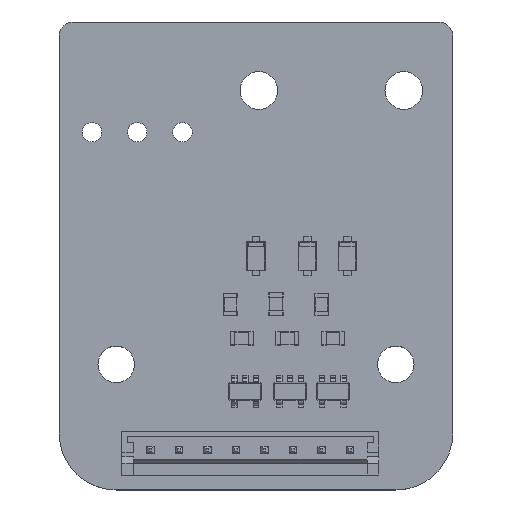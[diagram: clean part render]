
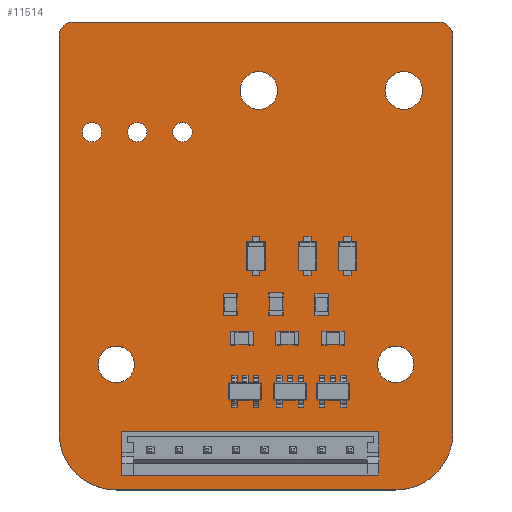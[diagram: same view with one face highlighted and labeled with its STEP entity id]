
A CAD part, top view. The second image highlights one B-rep face of the part: STEP entity #11514.
In plain terms, the highlighted planar face has unit normal (0, 0, 1).
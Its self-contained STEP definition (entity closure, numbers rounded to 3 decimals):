
#11176 = VERTEX_POINT('',#11177);
#11177 = CARTESIAN_POINT('',(61.75,-44.,1.6));
#11183 = EDGE_CURVE('',#11176,#11184,#11186,.T.);
#11184 = VERTEX_POINT('',#11185);
#11185 = CARTESIAN_POINT('',(63.,-45.25,1.6));
#11186 = CIRCLE('',#11187,1.25);
#11187 = AXIS2_PLACEMENT_3D('',#11188,#11189,#11190);
#11188 = CARTESIAN_POINT('',(61.75,-45.25,1.6));
#11189 = DIRECTION('',(0.,0.,-1.));
#11190 = DIRECTION('',(0.,1.,0.));
#11218 = VERTEX_POINT('',#11219);
#11219 = CARTESIAN_POINT('',(29.75,-44.,1.6));
#11225 = EDGE_CURVE('',#11218,#11176,#11226,.T.);
#11226 = LINE('',#11227,#11228);
#11227 = CARTESIAN_POINT('',(29.75,-44.,1.6));
#11228 = VECTOR('',#11229,1.);
#11229 = DIRECTION('',(1.,0.,0.));
#11247 = EDGE_CURVE('',#11184,#11248,#11250,.T.);
#11248 = VERTEX_POINT('',#11249);
#11249 = CARTESIAN_POINT('',(63.,-80.,1.6));
#11250 = LINE('',#11251,#11252);
#11251 = CARTESIAN_POINT('',(63.,-45.25,1.6));
#11252 = VECTOR('',#11253,1.);
#11253 = DIRECTION('',(0.,-1.,0.));
#11514 = ADVANCED_FACE('',(#11515,#11585,#11596,#11607,#11618,#11629,
    #11640,#11651,#11662,#11673,#11684,#11695,#11706,#11717,#11728,
    #11739),#11750,.T.);
#11515 = FACE_BOUND('',#11516,.T.);
#11516 = EDGE_LOOP('',(#11517,#11518,#11519,#11527,#11536,#11544,#11552,
    #11561,#11569,#11577,#11584));
#11517 = ORIENTED_EDGE('',*,*,#11183,.F.);
#11518 = ORIENTED_EDGE('',*,*,#11225,.F.);
#11519 = ORIENTED_EDGE('',*,*,#11520,.F.);
#11520 = EDGE_CURVE('',#11521,#11218,#11523,.T.);
#11521 = VERTEX_POINT('',#11522);
#11522 = CARTESIAN_POINT('',(29.641,-44.002,1.6));
#11523 = LINE('',#11524,#11525);
#11524 = CARTESIAN_POINT('',(29.641,-44.002,1.6));
#11525 = VECTOR('',#11526,1.);
#11526 = DIRECTION('',(1.,0.022,0.));
#11527 = ORIENTED_EDGE('',*,*,#11528,.F.);
#11528 = EDGE_CURVE('',#11529,#11521,#11531,.T.);
#11529 = VERTEX_POINT('',#11530);
#11530 = CARTESIAN_POINT('',(28.5,-45.25,1.6));
#11531 = CIRCLE('',#11532,1.248);
#11532 = AXIS2_PLACEMENT_3D('',#11533,#11534,#11535);
#11533 = CARTESIAN_POINT('',(29.748,-45.246,1.6));
#11534 = DIRECTION('',(0.,0.,-1.));
#11535 = DIRECTION('',(-1.,-0.003,-0.));
#11536 = ORIENTED_EDGE('',*,*,#11537,.F.);
#11537 = EDGE_CURVE('',#11538,#11529,#11540,.T.);
#11538 = VERTEX_POINT('',#11539);
#11539 = CARTESIAN_POINT('',(28.5,-80.,1.6));
#11540 = LINE('',#11541,#11542);
#11541 = CARTESIAN_POINT('',(28.5,-80.,1.6));
#11542 = VECTOR('',#11543,1.);
#11543 = DIRECTION('',(0.,1.,0.));
#11544 = ORIENTED_EDGE('',*,*,#11545,.F.);
#11545 = EDGE_CURVE('',#11546,#11538,#11548,.T.);
#11546 = VERTEX_POINT('',#11547);
#11547 = CARTESIAN_POINT('',(28.502,-80.218,1.6));
#11548 = LINE('',#11549,#11550);
#11549 = CARTESIAN_POINT('',(28.502,-80.218,1.6));
#11550 = VECTOR('',#11551,1.);
#11551 = DIRECTION('',(-0.011,1.,0.));
#11552 = ORIENTED_EDGE('',*,*,#11553,.F.);
#11553 = EDGE_CURVE('',#11554,#11546,#11556,.T.);
#11554 = VERTEX_POINT('',#11555);
#11555 = CARTESIAN_POINT('',(33.5,-85.,1.6));
#11556 = CIRCLE('',#11557,4.998);
#11557 = AXIS2_PLACEMENT_3D('',#11558,#11559,#11560);
#11558 = CARTESIAN_POINT('',(33.496,-80.002,1.6));
#11559 = DIRECTION('',(0.,0.,-1.));
#11560 = DIRECTION('',(0.001,-1.,0.));
#11561 = ORIENTED_EDGE('',*,*,#11562,.F.);
#11562 = EDGE_CURVE('',#11563,#11554,#11565,.T.);
#11563 = VERTEX_POINT('',#11564);
#11564 = CARTESIAN_POINT('',(58.,-85.,1.6));
#11565 = LINE('',#11566,#11567);
#11566 = CARTESIAN_POINT('',(58.,-85.,1.6));
#11567 = VECTOR('',#11568,1.);
#11568 = DIRECTION('',(-1.,0.,0.));
#11569 = ORIENTED_EDGE('',*,*,#11570,.F.);
#11570 = EDGE_CURVE('',#11571,#11563,#11573,.T.);
#11571 = VERTEX_POINT('',#11572);
#11572 = CARTESIAN_POINT('',(58.218,-84.998,1.6));
#11573 = LINE('',#11574,#11575);
#11574 = CARTESIAN_POINT('',(58.218,-84.998,1.6));
#11575 = VECTOR('',#11576,1.);
#11576 = DIRECTION('',(-1.,-0.011,0.));
#11577 = ORIENTED_EDGE('',*,*,#11578,.F.);
#11578 = EDGE_CURVE('',#11248,#11571,#11579,.T.);
#11579 = CIRCLE('',#11580,4.998);
#11580 = AXIS2_PLACEMENT_3D('',#11581,#11582,#11583);
#11581 = CARTESIAN_POINT('',(58.002,-80.004,1.6));
#11582 = DIRECTION('',(0.,0.,-1.));
#11583 = DIRECTION('',(1.,0.001,0.));
#11584 = ORIENTED_EDGE('',*,*,#11247,.F.);
#11585 = FACE_BOUND('',#11586,.T.);
#11586 = EDGE_LOOP('',(#11587));
#11587 = ORIENTED_EDGE('',*,*,#11588,.T.);
#11588 = EDGE_CURVE('',#11589,#11589,#11591,.T.);
#11589 = VERTEX_POINT('',#11590);
#11590 = CARTESIAN_POINT('',(36.5,-81.975,1.6));
#11591 = CIRCLE('',#11592,0.475);
#11592 = AXIS2_PLACEMENT_3D('',#11593,#11594,#11595);
#11593 = CARTESIAN_POINT('',(36.5,-81.5,1.6));
#11594 = DIRECTION('',(-0.,0.,-1.));
#11595 = DIRECTION('',(-0.,-1.,0.));
#11596 = FACE_BOUND('',#11597,.T.);
#11597 = EDGE_LOOP('',(#11598));
#11598 = ORIENTED_EDGE('',*,*,#11599,.T.);
#11599 = EDGE_CURVE('',#11600,#11600,#11602,.T.);
#11600 = VERTEX_POINT('',#11601);
#11601 = CARTESIAN_POINT('',(33.5,-75.6,1.6));
#11602 = CIRCLE('',#11603,1.6);
#11603 = AXIS2_PLACEMENT_3D('',#11604,#11605,#11606);
#11604 = CARTESIAN_POINT('',(33.5,-74.,1.6));
#11605 = DIRECTION('',(-0.,0.,-1.));
#11606 = DIRECTION('',(-0.,-1.,0.));
#11607 = FACE_BOUND('',#11608,.T.);
#11608 = EDGE_LOOP('',(#11609));
#11609 = ORIENTED_EDGE('',*,*,#11610,.T.);
#11610 = EDGE_CURVE('',#11611,#11611,#11613,.T.);
#11611 = VERTEX_POINT('',#11612);
#11612 = CARTESIAN_POINT('',(39.,-81.975,1.6));
#11613 = CIRCLE('',#11614,0.475);
#11614 = AXIS2_PLACEMENT_3D('',#11615,#11616,#11617);
#11615 = CARTESIAN_POINT('',(39.,-81.5,1.6));
#11616 = DIRECTION('',(-0.,0.,-1.));
#11617 = DIRECTION('',(-0.,-1.,0.));
#11618 = FACE_BOUND('',#11619,.T.);
#11619 = EDGE_LOOP('',(#11620));
#11620 = ORIENTED_EDGE('',*,*,#11621,.T.);
#11621 = EDGE_CURVE('',#11622,#11622,#11624,.T.);
#11622 = VERTEX_POINT('',#11623);
#11623 = CARTESIAN_POINT('',(41.5,-81.975,1.6));
#11624 = CIRCLE('',#11625,0.475);
#11625 = AXIS2_PLACEMENT_3D('',#11626,#11627,#11628);
#11626 = CARTESIAN_POINT('',(41.5,-81.5,1.6));
#11627 = DIRECTION('',(-0.,0.,-1.));
#11628 = DIRECTION('',(-0.,-1.,0.));
#11629 = FACE_BOUND('',#11630,.T.);
#11630 = EDGE_LOOP('',(#11631));
#11631 = ORIENTED_EDGE('',*,*,#11632,.T.);
#11632 = EDGE_CURVE('',#11633,#11633,#11635,.T.);
#11633 = VERTEX_POINT('',#11634);
#11634 = CARTESIAN_POINT('',(44.,-81.975,1.6));
#11635 = CIRCLE('',#11636,0.475);
#11636 = AXIS2_PLACEMENT_3D('',#11637,#11638,#11639);
#11637 = CARTESIAN_POINT('',(44.,-81.5,1.6));
#11638 = DIRECTION('',(-0.,0.,-1.));
#11639 = DIRECTION('',(-0.,-1.,0.));
#11640 = FACE_BOUND('',#11641,.T.);
#11641 = EDGE_LOOP('',(#11642));
#11642 = ORIENTED_EDGE('',*,*,#11643,.T.);
#11643 = EDGE_CURVE('',#11644,#11644,#11646,.T.);
#11644 = VERTEX_POINT('',#11645);
#11645 = CARTESIAN_POINT('',(46.5,-81.975,1.6));
#11646 = CIRCLE('',#11647,0.475);
#11647 = AXIS2_PLACEMENT_3D('',#11648,#11649,#11650);
#11648 = CARTESIAN_POINT('',(46.5,-81.5,1.6));
#11649 = DIRECTION('',(-0.,0.,-1.));
#11650 = DIRECTION('',(-0.,-1.,0.));
#11651 = FACE_BOUND('',#11652,.T.);
#11652 = EDGE_LOOP('',(#11653));
#11653 = ORIENTED_EDGE('',*,*,#11654,.T.);
#11654 = EDGE_CURVE('',#11655,#11655,#11657,.T.);
#11655 = VERTEX_POINT('',#11656);
#11656 = CARTESIAN_POINT('',(49.,-81.975,1.6));
#11657 = CIRCLE('',#11658,0.475);
#11658 = AXIS2_PLACEMENT_3D('',#11659,#11660,#11661);
#11659 = CARTESIAN_POINT('',(49.,-81.5,1.6));
#11660 = DIRECTION('',(-0.,0.,-1.));
#11661 = DIRECTION('',(-0.,-1.,0.));
#11662 = FACE_BOUND('',#11663,.T.);
#11663 = EDGE_LOOP('',(#11664));
#11664 = ORIENTED_EDGE('',*,*,#11665,.T.);
#11665 = EDGE_CURVE('',#11666,#11666,#11668,.T.);
#11666 = VERTEX_POINT('',#11667);
#11667 = CARTESIAN_POINT('',(51.5,-81.975,1.6));
#11668 = CIRCLE('',#11669,0.475);
#11669 = AXIS2_PLACEMENT_3D('',#11670,#11671,#11672);
#11670 = CARTESIAN_POINT('',(51.5,-81.5,1.6));
#11671 = DIRECTION('',(-0.,0.,-1.));
#11672 = DIRECTION('',(-0.,-1.,0.));
#11673 = FACE_BOUND('',#11674,.T.);
#11674 = EDGE_LOOP('',(#11675));
#11675 = ORIENTED_EDGE('',*,*,#11676,.T.);
#11676 = EDGE_CURVE('',#11677,#11677,#11679,.T.);
#11677 = VERTEX_POINT('',#11678);
#11678 = CARTESIAN_POINT('',(54.,-81.975,1.6));
#11679 = CIRCLE('',#11680,0.475);
#11680 = AXIS2_PLACEMENT_3D('',#11681,#11682,#11683);
#11681 = CARTESIAN_POINT('',(54.,-81.5,1.6));
#11682 = DIRECTION('',(-0.,0.,-1.));
#11683 = DIRECTION('',(-0.,-1.,0.));
#11684 = FACE_BOUND('',#11685,.T.);
#11685 = EDGE_LOOP('',(#11686));
#11686 = ORIENTED_EDGE('',*,*,#11687,.T.);
#11687 = EDGE_CURVE('',#11688,#11688,#11690,.T.);
#11688 = VERTEX_POINT('',#11689);
#11689 = CARTESIAN_POINT('',(58.,-75.6,1.6));
#11690 = CIRCLE('',#11691,1.6);
#11691 = AXIS2_PLACEMENT_3D('',#11692,#11693,#11694);
#11692 = CARTESIAN_POINT('',(58.,-74.,1.6));
#11693 = DIRECTION('',(-0.,0.,-1.));
#11694 = DIRECTION('',(-0.,-1.,0.));
#11695 = FACE_BOUND('',#11696,.T.);
#11696 = EDGE_LOOP('',(#11697));
#11697 = ORIENTED_EDGE('',*,*,#11698,.T.);
#11698 = EDGE_CURVE('',#11699,#11699,#11701,.T.);
#11699 = VERTEX_POINT('',#11700);
#11700 = CARTESIAN_POINT('',(31.39,-54.505,1.6));
#11701 = CIRCLE('',#11702,0.85);
#11702 = AXIS2_PLACEMENT_3D('',#11703,#11704,#11705);
#11703 = CARTESIAN_POINT('',(31.39,-53.655,1.6));
#11704 = DIRECTION('',(-0.,0.,-1.));
#11705 = DIRECTION('',(-0.,-1.,0.));
#11706 = FACE_BOUND('',#11707,.T.);
#11707 = EDGE_LOOP('',(#11708));
#11708 = ORIENTED_EDGE('',*,*,#11709,.T.);
#11709 = EDGE_CURVE('',#11710,#11710,#11712,.T.);
#11710 = VERTEX_POINT('',#11711);
#11711 = CARTESIAN_POINT('',(35.35,-54.505,1.6));
#11712 = CIRCLE('',#11713,0.85);
#11713 = AXIS2_PLACEMENT_3D('',#11714,#11715,#11716);
#11714 = CARTESIAN_POINT('',(35.35,-53.655,1.6));
#11715 = DIRECTION('',(-0.,0.,-1.));
#11716 = DIRECTION('',(-0.,-1.,0.));
#11717 = FACE_BOUND('',#11718,.T.);
#11718 = EDGE_LOOP('',(#11719));
#11719 = ORIENTED_EDGE('',*,*,#11720,.T.);
#11720 = EDGE_CURVE('',#11721,#11721,#11723,.T.);
#11721 = VERTEX_POINT('',#11722);
#11722 = CARTESIAN_POINT('',(39.31,-54.505,1.6));
#11723 = CIRCLE('',#11724,0.85);
#11724 = AXIS2_PLACEMENT_3D('',#11725,#11726,#11727);
#11725 = CARTESIAN_POINT('',(39.31,-53.655,1.6));
#11726 = DIRECTION('',(-0.,0.,-1.));
#11727 = DIRECTION('',(-0.,-1.,0.));
#11728 = FACE_BOUND('',#11729,.T.);
#11729 = EDGE_LOOP('',(#11730));
#11730 = ORIENTED_EDGE('',*,*,#11731,.T.);
#11731 = EDGE_CURVE('',#11732,#11732,#11734,.T.);
#11732 = VERTEX_POINT('',#11733);
#11733 = CARTESIAN_POINT('',(46.,-51.65,1.6));
#11734 = CIRCLE('',#11735,1.65);
#11735 = AXIS2_PLACEMENT_3D('',#11736,#11737,#11738);
#11736 = CARTESIAN_POINT('',(46.,-50.,1.6));
#11737 = DIRECTION('',(-0.,0.,-1.));
#11738 = DIRECTION('',(-0.,-1.,0.));
#11739 = FACE_BOUND('',#11740,.T.);
#11740 = EDGE_LOOP('',(#11741));
#11741 = ORIENTED_EDGE('',*,*,#11742,.T.);
#11742 = EDGE_CURVE('',#11743,#11743,#11745,.T.);
#11743 = VERTEX_POINT('',#11744);
#11744 = CARTESIAN_POINT('',(58.7,-51.65,1.6));
#11745 = CIRCLE('',#11746,1.65);
#11746 = AXIS2_PLACEMENT_3D('',#11747,#11748,#11749);
#11747 = CARTESIAN_POINT('',(58.7,-50.,1.6));
#11748 = DIRECTION('',(-0.,0.,-1.));
#11749 = DIRECTION('',(-0.,-1.,0.));
#11750 = PLANE('',#11751);
#11751 = AXIS2_PLACEMENT_3D('',#11752,#11753,#11754);
#11752 = CARTESIAN_POINT('',(0.,0.,1.6));
#11753 = DIRECTION('',(0.,0.,1.));
#11754 = DIRECTION('',(1.,0.,-0.));
